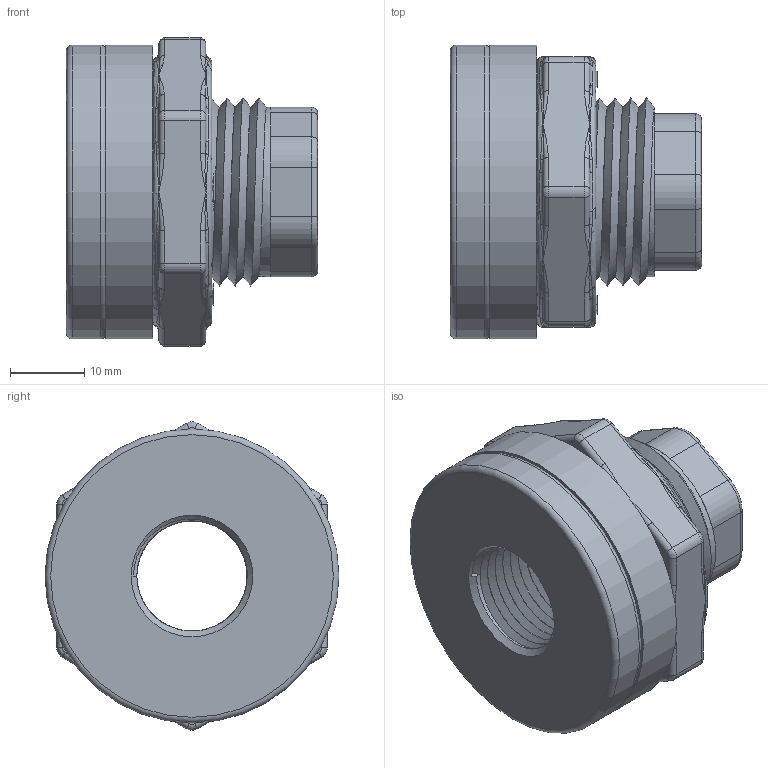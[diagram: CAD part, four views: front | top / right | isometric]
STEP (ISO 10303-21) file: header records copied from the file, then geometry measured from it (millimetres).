
FILE_DESCRIPTION((''),'2;1');
FILE_NAME('TF038SS.stp','2013-07-22T10:14:44',('mclevenger'),(''),'Autodesk Inventor 2013','Autodesk Inventor 2013','');
FILE_SCHEMA(('AUTOMOTIVE_DESIGN { 1 0 10303 214 1 1 1 1 }'));
Length unit declared in the file: inch
Products named in the file (4): TF038SS; TF031SS; TF033SS; 100G
Assembly tree (3 placements, depth 2):
  TF038SS
    TF031SS
    TF033SS
    100G
Bounding box: 33.91 x 39.69 x 41.69 mm (x, y, z)
Volume: 22057.3 mm3; surface area: 14144.6 mm2
Topology: 3 solids, 3 shells, 423 faces, 1076 edges, 632 vertices
Faces by surface type: bspline 187, plane 126, cylinder 83, torus 23, cone 4
Full cylindrical faces by diameter (mm): 14.887 x19, 25.4 x1, 26.988 x1, 39.688 x2
Entity records: 20022 total; most frequent: CARTESIAN_POINT 11630, ORIENTED_EDGE 1918, DIRECTION 1323, EDGE_CURVE 959, VERTEX_POINT 593, AXIS2_PLACEMENT_3D 472, EDGE_LOOP 440, FACE_OUTER_BOUND 403
